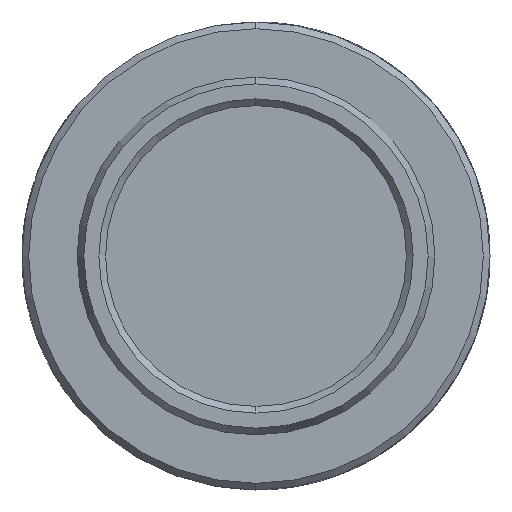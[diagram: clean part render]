
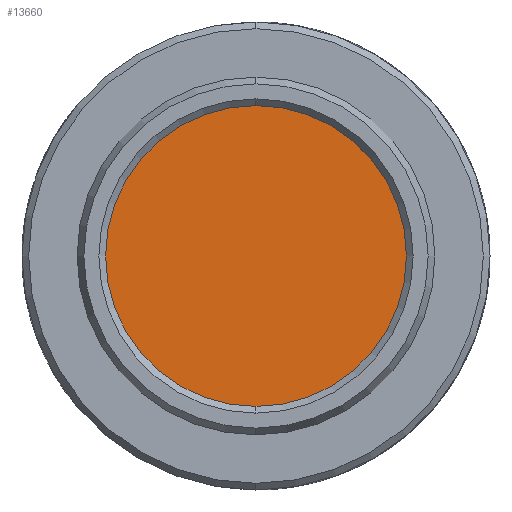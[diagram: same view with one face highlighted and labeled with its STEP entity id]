
A CAD part, left-side view. The second image highlights one B-rep face of the part: STEP entity #13660.
In plain terms, the highlighted planar face has unit normal (-1, 0, 0).
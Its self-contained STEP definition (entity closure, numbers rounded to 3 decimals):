
#776 = CARTESIAN_POINT ( 'NONE',  ( 2.794, 0., 0. ) ) ;
#1533 = DIRECTION ( 'NONE',  ( 1., 0., 0. ) ) ;
#1846 = DIRECTION ( 'NONE',  ( 0., -0.924, -0.382 ) ) ;
#1923 = AXIS2_PLACEMENT_3D ( 'NONE', #8003, #1533, #9099 ) ;
#2868 = PLANE ( 'NONE',  #6382 ) ;
#2941 = CARTESIAN_POINT ( 'NONE',  ( 2.794, -5.869, -2.425 ) ) ;
#3243 = EDGE_CURVE ( 'NONE', #4477, #7371, #4466, .T. ) ;
#4466 = CIRCLE ( 'NONE', #13426, 6.35 ) ;
#4477 = VERTEX_POINT ( 'NONE', #5935 ) ;
#4949 = CIRCLE ( 'NONE', #1923, 6.35 ) ;
#5033 = CARTESIAN_POINT ( 'NONE',  ( 2.794, 0., 0. ) ) ;
#5935 = CARTESIAN_POINT ( 'NONE',  ( 2.794, 5.869, 2.425 ) ) ;
#6130 = DIRECTION ( 'NONE',  ( 0., -0.924, -0.382 ) ) ;
#6382 = AXIS2_PLACEMENT_3D ( 'NONE', #776, #8313, #1846 ) ;
#7371 = VERTEX_POINT ( 'NONE', #2941 ) ;
#8003 = CARTESIAN_POINT ( 'NONE',  ( 2.794, 0., 0. ) ) ;
#8252 = ORIENTED_EDGE ( 'NONE', *, *, #3243, .F. ) ;
#8313 = DIRECTION ( 'NONE',  ( 1., 0., 0. ) ) ;
#9099 = DIRECTION ( 'NONE',  ( 0., -0.924, -0.382 ) ) ;
#9101 = ORIENTED_EDGE ( 'NONE', *, *, #10333, .F. ) ;
#10144 = EDGE_LOOP ( 'NONE', ( #9101, #8252 ) ) ;
#10333 = EDGE_CURVE ( 'NONE', #7371, #4477, #4949, .T. ) ;
#11359 = FACE_OUTER_BOUND ( 'NONE', #10144, .T. ) ;
#12612 = DIRECTION ( 'NONE',  ( 1., 0., 0. ) ) ;
#13426 = AXIS2_PLACEMENT_3D ( 'NONE', #5033, #12612, #6130 ) ;
#13660 = ADVANCED_FACE ( 'NONE', ( #11359 ), #2868, .F. ) ;
